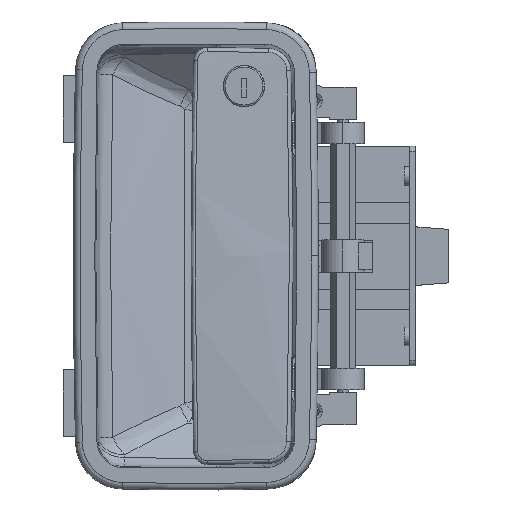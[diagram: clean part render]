
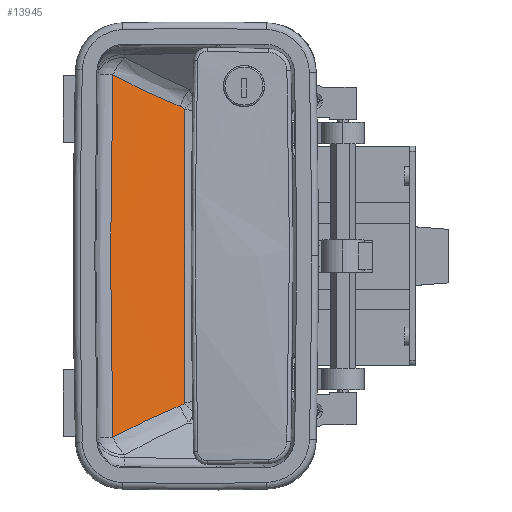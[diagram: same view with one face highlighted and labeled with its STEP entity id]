
A CAD part, top view. The second image highlights one B-rep face of the part: STEP entity #13945.
In plain terms, the highlighted cylindrical face has radius 230 mm (diameter 460 mm), a partial arc.
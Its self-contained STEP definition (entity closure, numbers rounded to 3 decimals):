
#105 = CARTESIAN_POINT ( 'NONE',  ( -31.017, -67.775, -13.169 ) ) ;
#774 = B_SPLINE_CURVE_WITH_KNOTS ( 'NONE', 3,
 ( #14122, #29785, #22108, #14685 ),
 .UNSPECIFIED., .F., .F.,
 ( 4, 4 ),
 ( 0., 0.03 ),
 .UNSPECIFIED. ) ;
#823 = EDGE_LOOP ( 'NONE', ( #23270, #4452, #20714, #20284, #33464, #4645 ) ) ;
#1256 = CARTESIAN_POINT ( 'NONE',  ( -4.218, 54.973, -24.297 ) ) ;
#3104 = VERTEX_POINT ( 'NONE', #30748 ) ;
#4148 = AXIS2_PLACEMENT_3D ( 'NONE', #29978, #6616, #12261 ) ;
#4452 = ORIENTED_EDGE ( 'NONE', *, *, #29681, .F. ) ;
#4645 = ORIENTED_EDGE ( 'NONE', *, *, #11598, .F. ) ;
#6312 = CARTESIAN_POINT ( 'NONE',  ( -31.017, -67.775, -13.169 ) ) ;
#6616 = DIRECTION ( 'NONE',  ( 0., 1., 0. ) ) ;
#6642 = CARTESIAN_POINT ( 'NONE',  ( -31.017, 67.775, -13.169 ) ) ;
#7269 = CARTESIAN_POINT ( 'NONE',  ( -4.456, -55.201, -24.215 ) ) ;
#7449 = CARTESIAN_POINT ( 'NONE',  ( -31.017, 67.775, -13.169 ) ) ;
#7658 = EDGE_CURVE ( 'NONE', #31114, #32948, #774, .T. ) ;
#8074 = VERTEX_POINT ( 'NONE', #33098 ) ;
#8613 = VERTEX_POINT ( 'NONE', #33394 ) ;
#8805 = EDGE_CURVE ( 'NONE', #26907, #8613, #8868, .T. ) ;
#8868 = LINE ( 'NONE', #11038, #21361 ) ;
#8911 = CARTESIAN_POINT ( 'NONE',  ( -31.854, -22.595, -12.755 ) ) ;
#9005 = B_SPLINE_CURVE_WITH_KNOTS ( 'NONE', 3,
 ( #6312, #29333, #8911, #16468, #21665, #6642 ),
 .UNSPECIFIED., .F., .F.,
 ( 4, 2, 4 ),
 ( 0., 0.068, 0.136 ),
 .UNSPECIFIED. ) ;
#9987 = CARTESIAN_POINT ( 'NONE',  ( -5.281, -55.688, -23.929 ) ) ;
#10888 = CYLINDRICAL_SURFACE ( 'NONE', #4148, 230. ) ;
#11038 = CARTESIAN_POINT ( 'NONE',  ( -4.218, -81.5, -24.297 ) ) ;
#11598 = EDGE_CURVE ( 'NONE', #8613, #8074, #19607, .T. ) ;
#12261 = DIRECTION ( 'NONE',  ( 0., 0., 1. ) ) ;
#13521 = DIRECTION ( 'NONE',  ( 0., -1., 0. ) ) ;
#13945 = ADVANCED_FACE ( 'NONE', ( #17336 ), #10888, .F. ) ;
#14122 = CARTESIAN_POINT ( 'NONE',  ( -31.017, 67.775, -13.169 ) ) ;
#14685 = CARTESIAN_POINT ( 'NONE',  ( -5.87, 55.939, -23.723 ) ) ;
#16386 = CARTESIAN_POINT ( 'NONE',  ( -4.456, 55.201, -24.215 ) ) ;
#16468 = CARTESIAN_POINT ( 'NONE',  ( -31.854, 22.595, -12.755 ) ) ;
#16610 = CARTESIAN_POINT ( 'NONE',  ( -5.87, 55.939, -23.723 ) ) ;
#17336 = FACE_OUTER_BOUND ( 'NONE', #823, .T. ) ;
#19607 = B_SPLINE_CURVE_WITH_KNOTS ( 'NONE', 3,
 ( #25566, #7269, #20276, #9987, #28030, #33136 ),
 .UNSPECIFIED., .F., .F.,
 ( 4, 2, 4 ),
 ( 0., 0.001, 0.002 ),
 .UNSPECIFIED. ) ;
#20224 = CARTESIAN_POINT ( 'NONE',  ( -14.65, -59.424, -20.636 ) ) ;
#20276 = CARTESIAN_POINT ( 'NONE',  ( -4.723, -55.377, -24.123 ) ) ;
#20284 = ORIENTED_EDGE ( 'NONE', *, *, #27049, .F. ) ;
#20714 = ORIENTED_EDGE ( 'NONE', *, *, #7658, .F. ) ;
#20986 = B_SPLINE_CURVE_WITH_KNOTS ( 'NONE', 3,
 ( #16610, #26986, #24164, #24409, #16386, #1256 ),
 .UNSPECIFIED., .F., .F.,
 ( 4, 2, 4 ),
 ( 0., 0.001, 0.002 ),
 .UNSPECIFIED. ) ;
#21361 = VECTOR ( 'NONE', #13521, 1000. ) ;
#21665 = CARTESIAN_POINT ( 'NONE',  ( -31.575, 45.188, -12.895 ) ) ;
#22029 = B_SPLINE_CURVE_WITH_KNOTS ( 'NONE', 3,
 ( #33300, #20224, #33196, #105 ),
 .UNSPECIFIED., .F., .F.,
 ( 4, 4 ),
 ( 0., 0.03 ),
 .UNSPECIFIED. ) ;
#22108 = CARTESIAN_POINT ( 'NONE',  ( -14.65, 59.424, -20.636 ) ) ;
#23270 = ORIENTED_EDGE ( 'NONE', *, *, #8805, .F. ) ;
#24164 = CARTESIAN_POINT ( 'NONE',  ( -5.281, 55.688, -23.929 ) ) ;
#24409 = CARTESIAN_POINT ( 'NONE',  ( -4.724, 55.377, -24.123 ) ) ;
#24684 = EDGE_CURVE ( 'NONE', #8074, #3104, #22029, .T. ) ;
#25566 = CARTESIAN_POINT ( 'NONE',  ( -4.218, -54.973, -24.297 ) ) ;
#26457 = CARTESIAN_POINT ( 'NONE',  ( -5.87, 55.939, -23.723 ) ) ;
#26623 = CARTESIAN_POINT ( 'NONE',  ( -4.218, 54.973, -24.297 ) ) ;
#26907 = VERTEX_POINT ( 'NONE', #26623 ) ;
#26986 = CARTESIAN_POINT ( 'NONE',  ( -5.573, 55.821, -23.827 ) ) ;
#27049 = EDGE_CURVE ( 'NONE', #3104, #31114, #9005, .T. ) ;
#28030 = CARTESIAN_POINT ( 'NONE',  ( -5.573, -55.821, -23.827 ) ) ;
#29333 = CARTESIAN_POINT ( 'NONE',  ( -31.575, -45.188, -12.895 ) ) ;
#29681 = EDGE_CURVE ( 'NONE', #32948, #26907, #20986, .T. ) ;
#29785 = CARTESIAN_POINT ( 'NONE',  ( -23.013, 63.395, -17.101 ) ) ;
#29978 = CARTESIAN_POINT ( 'NONE',  ( 70.41, -81.5, 193.259 ) ) ;
#30748 = CARTESIAN_POINT ( 'NONE',  ( -31.017, -67.775, -13.169 ) ) ;
#31114 = VERTEX_POINT ( 'NONE', #7449 ) ;
#32948 = VERTEX_POINT ( 'NONE', #26457 ) ;
#33098 = CARTESIAN_POINT ( 'NONE',  ( -5.87, -55.939, -23.723 ) ) ;
#33136 = CARTESIAN_POINT ( 'NONE',  ( -5.87, -55.939, -23.723 ) ) ;
#33196 = CARTESIAN_POINT ( 'NONE',  ( -23.013, -63.395, -17.101 ) ) ;
#33300 = CARTESIAN_POINT ( 'NONE',  ( -5.87, -55.939, -23.723 ) ) ;
#33394 = CARTESIAN_POINT ( 'NONE',  ( -4.218, -54.973, -24.297 ) ) ;
#33464 = ORIENTED_EDGE ( 'NONE', *, *, #24684, .F. ) ;
